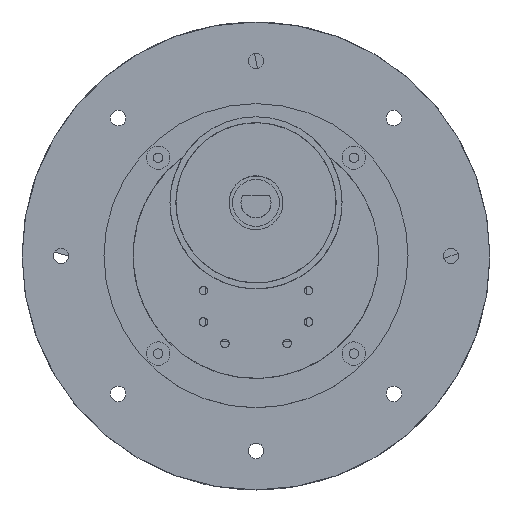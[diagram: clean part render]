
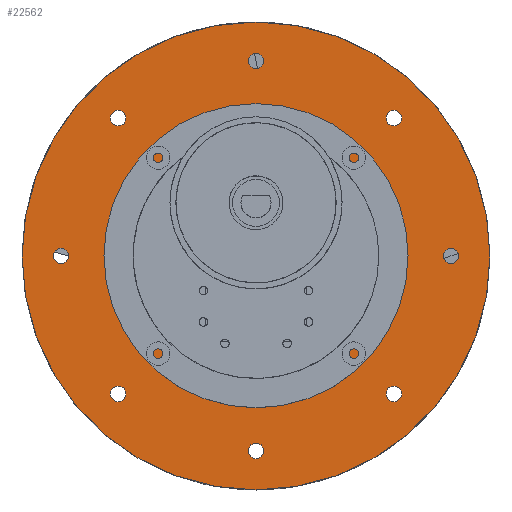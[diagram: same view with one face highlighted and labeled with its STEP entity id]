
A CAD part, top view. The second image highlights one B-rep face of the part: STEP entity #22562.
In plain terms, the highlighted planar face has unit normal (0, 0, 1).
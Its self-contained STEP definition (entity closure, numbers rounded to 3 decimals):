
#617=FACE_BOUND('',#6639,.T.);
#618=FACE_BOUND('',#6640,.T.);
#619=FACE_BOUND('',#6641,.T.);
#620=FACE_BOUND('',#6642,.T.);
#621=FACE_BOUND('',#6643,.T.);
#622=FACE_BOUND('',#6644,.T.);
#623=FACE_BOUND('',#6645,.T.);
#624=FACE_BOUND('',#6646,.T.);
#625=FACE_BOUND('',#6647,.T.);
#5373=FACE_OUTER_BOUND('',#6638,.T.);
#6638=EDGE_LOOP('',(#15217,#15218));
#6639=EDGE_LOOP('',(#15219));
#6640=EDGE_LOOP('',(#15220));
#6641=EDGE_LOOP('',(#15221));
#6642=EDGE_LOOP('',(#15222));
#6643=EDGE_LOOP('',(#15223));
#6644=EDGE_LOOP('',(#15224));
#6645=EDGE_LOOP('',(#15225));
#6646=EDGE_LOOP('',(#15226,#15227));
#6647=EDGE_LOOP('',(#15228,#15229));
#7954=CIRCLE('',#23844,2.);
#7955=CIRCLE('',#23845,2.);
#8002=CIRCLE('',#23908,31.5);
#8003=CIRCLE('',#23909,31.5);
#8058=CIRCLE('',#24024,60.);
#8059=CIRCLE('',#24025,60.);
#8061=CIRCLE('',#24028,2.);
#8064=CIRCLE('',#24032,2.);
#8067=CIRCLE('',#24036,2.);
#8069=CIRCLE('',#24039,2.);
#8070=CIRCLE('',#24041,2.);
#8072=CIRCLE('',#24044,2.);
#8073=CIRCLE('',#24046,2.);
#8999=VERTEX_POINT('',#33175);
#9000=VERTEX_POINT('',#33176);
#9055=VERTEX_POINT('',#33318);
#9056=VERTEX_POINT('',#33319);
#9140=VERTEX_POINT('',#33641);
#9141=VERTEX_POINT('',#33643);
#9142=VERTEX_POINT('',#33648);
#9144=VERTEX_POINT('',#33655);
#9146=VERTEX_POINT('',#33662);
#9147=VERTEX_POINT('',#33667);
#9148=VERTEX_POINT('',#33671);
#9149=VERTEX_POINT('',#33676);
#9150=VERTEX_POINT('',#33680);
#11282=EDGE_CURVE('',#8999,#9000,#7954,.T.);
#11284=EDGE_CURVE('',#9000,#8999,#7955,.T.);
#11353=EDGE_CURVE('',#9055,#9056,#8002,.T.);
#11354=EDGE_CURVE('',#9056,#9055,#8003,.T.);
#11492=EDGE_CURVE('',#9140,#9141,#8058,.T.);
#11493=EDGE_CURVE('',#9141,#9140,#8059,.T.);
#11496=EDGE_CURVE('',#9142,#9142,#8061,.T.);
#11500=EDGE_CURVE('',#9144,#9144,#8064,.T.);
#11504=EDGE_CURVE('',#9146,#9146,#8067,.T.);
#11507=EDGE_CURVE('',#9147,#9147,#8069,.T.);
#11509=EDGE_CURVE('',#9148,#9148,#8070,.T.);
#11512=EDGE_CURVE('',#9149,#9149,#8072,.T.);
#11514=EDGE_CURVE('',#9150,#9150,#8073,.T.);
#15217=ORIENTED_EDGE('',*,*,#11493,.F.);
#15218=ORIENTED_EDGE('',*,*,#11492,.F.);
#15219=ORIENTED_EDGE('',*,*,#11514,.F.);
#15220=ORIENTED_EDGE('',*,*,#11512,.F.);
#15221=ORIENTED_EDGE('',*,*,#11509,.F.);
#15222=ORIENTED_EDGE('',*,*,#11507,.F.);
#15223=ORIENTED_EDGE('',*,*,#11504,.F.);
#15224=ORIENTED_EDGE('',*,*,#11500,.F.);
#15225=ORIENTED_EDGE('',*,*,#11496,.F.);
#15226=ORIENTED_EDGE('',*,*,#11282,.F.);
#15227=ORIENTED_EDGE('',*,*,#11284,.F.);
#15228=ORIENTED_EDGE('',*,*,#11353,.T.);
#15229=ORIENTED_EDGE('',*,*,#11354,.T.);
#21451=PLANE('',#24047);
#22562=ADVANCED_FACE('',(#5373,#617,#618,#619,#620,#621,#622,#623,#624,
#625),#21451,.F.);
#23844=AXIS2_PLACEMENT_3D('',#33177,#26321,#26322);
#23845=AXIS2_PLACEMENT_3D('',#33179,#26324,#26325);
#23908=AXIS2_PLACEMENT_3D('',#33320,#26472,#26473);
#23909=AXIS2_PLACEMENT_3D('',#33321,#26474,#26475);
#24024=AXIS2_PLACEMENT_3D('',#33644,#26779,#26780);
#24025=AXIS2_PLACEMENT_3D('',#33645,#26781,#26782);
#24028=AXIS2_PLACEMENT_3D('',#33650,#26788,#26789);
#24032=AXIS2_PLACEMENT_3D('',#33657,#26797,#26798);
#24036=AXIS2_PLACEMENT_3D('',#33664,#26806,#26807);
#24039=AXIS2_PLACEMENT_3D('',#33669,#26813,#26814);
#24041=AXIS2_PLACEMENT_3D('',#33673,#26818,#26819);
#24044=AXIS2_PLACEMENT_3D('',#33678,#26825,#26826);
#24046=AXIS2_PLACEMENT_3D('',#33682,#26830,#26831);
#24047=AXIS2_PLACEMENT_3D('',#33683,#26832,#26833);
#26321=DIRECTION('center_axis',(0.,0.,
1.));
#26322=DIRECTION('ref_axis',(1.,0.,0.));
#26324=DIRECTION('center_axis',(0.,0.,
1.));
#26325=DIRECTION('ref_axis',(1.,0.,0.));
#26472=DIRECTION('center_axis',(0.,0.,
-1.));
#26473=DIRECTION('ref_axis',(1.,0.,0.));
#26474=DIRECTION('center_axis',(0.,0.,
-1.));
#26475=DIRECTION('ref_axis',(1.,0.,0.));
#26779=DIRECTION('center_axis',(0.,0.,
-1.));
#26780=DIRECTION('ref_axis',(-1.,0.,0.));
#26781=DIRECTION('center_axis',(0.,0.,
-1.));
#26782=DIRECTION('ref_axis',(-1.,0.,0.));
#26788=DIRECTION('center_axis',(0.,0.,
1.));
#26789=DIRECTION('ref_axis',(1.,0.,0.));
#26797=DIRECTION('center_axis',(0.,0.,
1.));
#26798=DIRECTION('ref_axis',(1.,0.,0.));
#26806=DIRECTION('center_axis',(0.,0.,
1.));
#26807=DIRECTION('ref_axis',(1.,0.,0.));
#26813=DIRECTION('center_axis',(0.,0.,
1.));
#26814=DIRECTION('ref_axis',(1.,0.,0.));
#26818=DIRECTION('center_axis',(0.,0.,
1.));
#26819=DIRECTION('ref_axis',(1.,0.,0.));
#26825=DIRECTION('center_axis',(0.,0.,
1.));
#26826=DIRECTION('ref_axis',(1.,0.,0.));
#26830=DIRECTION('center_axis',(0.,0.,
1.));
#26831=DIRECTION('ref_axis',(1.,0.,0.));
#26832=DIRECTION('center_axis',(0.,0.,
-1.));
#26833=DIRECTION('ref_axis',(-1.,0.,0.));
#33175=CARTESIAN_POINT('',(28.164,-14.952,30.93));
#33176=CARTESIAN_POINT('',(32.164,-14.952,30.93));
#33177=CARTESIAN_POINT('Origin',(30.164,-14.952,30.93));
#33179=CARTESIAN_POINT('Origin',(30.164,-14.952,30.93));
#33318=CARTESIAN_POINT('',(26.308,20.402,30.93));
#33319=CARTESIAN_POINT('',(-36.692,20.402,30.93));
#33320=CARTESIAN_POINT('Origin',(-5.192,20.402,30.93));
#33321=CARTESIAN_POINT('Origin',(-5.192,20.402,30.93));
#33641=CARTESIAN_POINT('',(54.808,20.402,30.93));
#33643=CARTESIAN_POINT('',(-65.192,20.402,30.93));
#33644=CARTESIAN_POINT('Origin',(-5.192,20.402,30.93));
#33645=CARTESIAN_POINT('Origin',(-5.192,20.402,30.93));
#33648=CARTESIAN_POINT('',(28.162,55.758,30.93));
#33650=CARTESIAN_POINT('Origin',(30.162,55.758,30.93));
#33655=CARTESIAN_POINT('',(42.808,20.402,30.93));
#33657=CARTESIAN_POINT('Origin',(44.808,20.402,30.93));
#33662=CARTESIAN_POINT('',(-7.192,70.402,30.93));
#33664=CARTESIAN_POINT('Origin',(-5.192,70.402,30.93));
#33667=CARTESIAN_POINT('',(-7.192,-29.598,30.93));
#33669=CARTESIAN_POINT('Origin',(-5.192,-29.598,30.93));
#33671=CARTESIAN_POINT('',(-42.548,55.757,30.93));
#33673=CARTESIAN_POINT('Origin',(-40.548,55.757,30.93));
#33676=CARTESIAN_POINT('',(-42.548,-14.953,30.93));
#33678=CARTESIAN_POINT('Origin',(-40.548,-14.953,30.93));
#33680=CARTESIAN_POINT('',(-57.192,20.402,30.93));
#33682=CARTESIAN_POINT('Origin',(-55.192,20.402,30.93));
#33683=CARTESIAN_POINT('Origin',(-5.192,20.402,30.93));
